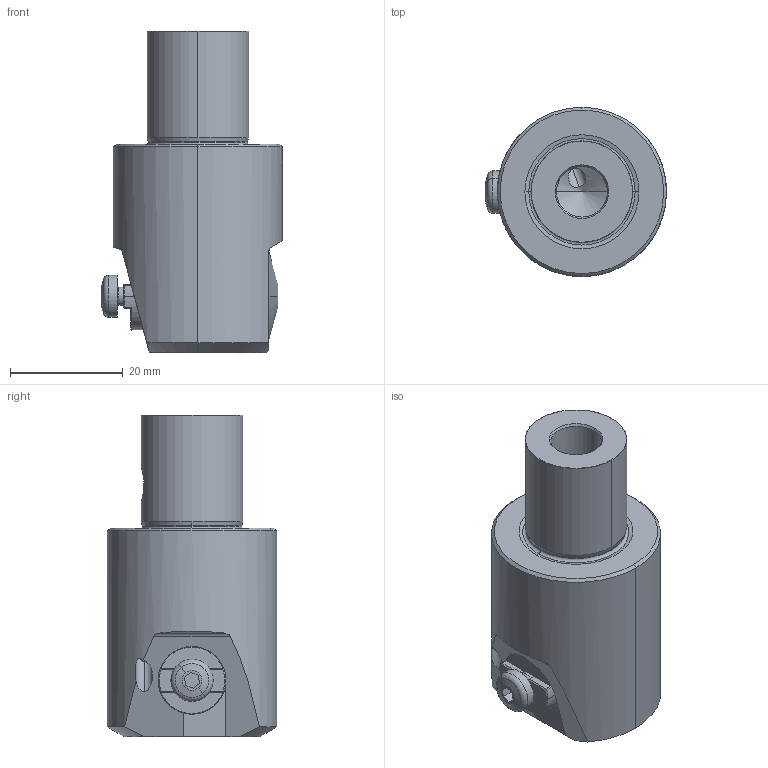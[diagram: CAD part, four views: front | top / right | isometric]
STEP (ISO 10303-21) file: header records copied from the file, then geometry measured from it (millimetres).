
FILE_DESCRIPTION(('no description'),'unknown implementation level');
FILE_NAME('7470ED67-44A4-4927-8BD3-39832904A4C0_export.stp',' ',('CIMSOURCE GmbH'),('CADClick - KiM GmbH - www.kimweb.de'),'unknown preprocess','ACIS','unknown authorization');
FILE_SCHEMA(('automotive_design'));
Length unit declared in the file: millimetre
Products named in the file (3): 310.305A|310.305A.STEP|310.331A Kaiser Werkzeugk_rper EWB 32-42xCK3.STEP;NONE; 310.305A|310.305A.STEP|310.322A Kaiser Zustelleinheit EWB32-42.STEP|690.137 Kaiser ETL M4_SW2,5 X 8.STEP;NONE; 310.305A|310.305A.STEP|310.322A Kaiser Zustelleinheit EWB32-42.STEP|310.350 Kaiser Werkzeugtr_ger zu EWB 32-42.STEP;NONE
Bounding box: 32.1 x 30 x 57 mm (x, y, z)
Volume: 27716.2 mm3; surface area: 8865.5 mm2
Topology: 3 solids, 3 shells, 137 faces, 339 edges, 206 vertices
Faces by surface type: plane 50, cone 45, cylinder 32, torus 10
Entity records: 8473 total; most frequent: CARTESIAN_POINT 1428, DIRECTION 684, STYLED_ITEM 676, PRESENTATION_STYLE_ASSIGNMENT 676, COLOUR_RGB 676, ORIENTED_EDGE 666, EDGE_CURVE 333, CURVE_STYLE 333
